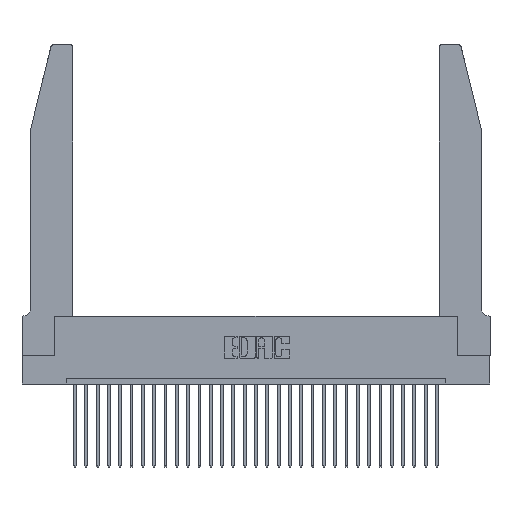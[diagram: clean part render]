
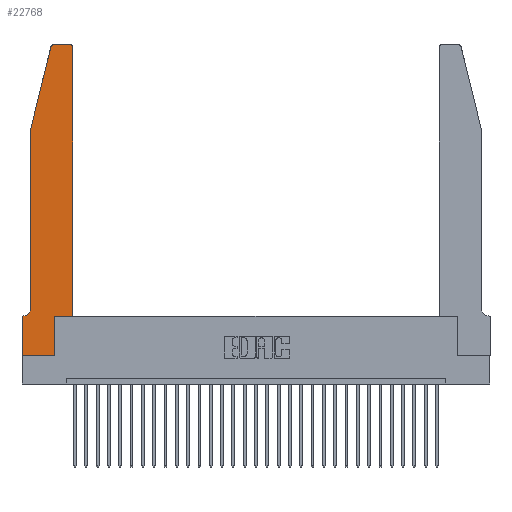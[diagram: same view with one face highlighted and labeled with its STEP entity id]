
A CAD part, top view. The second image highlights one B-rep face of the part: STEP entity #22768.
In plain terms, the highlighted planar face has unit normal (0, 0, 1).
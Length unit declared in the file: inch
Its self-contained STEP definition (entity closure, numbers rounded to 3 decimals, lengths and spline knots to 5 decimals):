
#446 = FACE_OUTER_BOUND ( 'NONE', #13471, .T. ) ;
#472 = DIRECTION ( 'NONE',  ( -1., 0., 0. ) ) ;
#848 = VERTEX_POINT ( 'NONE', #14606 ) ;
#993 = VERTEX_POINT ( 'NONE', #19529 ) ;
#1367 = VECTOR ( 'NONE', #27034, 39.37008 ) ;
#1536 = AXIS2_PLACEMENT_3D ( 'NONE', #19977, #26910, #12668 ) ;
#2624 = VECTOR ( 'NONE', #30499, 39.37008 ) ;
#2891 = VERTEX_POINT ( 'NONE', #17117 ) ;
#3301 = LINE ( 'NONE', #25159, #25767 ) ;
#3312 = CARTESIAN_POINT ( 'NONE',  ( 0.2605, 2.75, 0.37 ) ) ;
#3946 = CARTESIAN_POINT ( 'NONE',  ( 0.0755, 2., 0.37 ) ) ;
#4086 = VECTOR ( 'NONE', #30099, 39.37008 ) ;
#4405 = DIRECTION ( 'NONE',  ( 1., 0., 0. ) ) ;
#4591 = ORIENTED_EDGE ( 'NONE', *, *, #22865, .T. ) ;
#4635 = LINE ( 'NONE', #12215, #15799 ) ;
#4831 = ORIENTED_EDGE ( 'NONE', *, *, #8291, .T. ) ;
#4902 = ORIENTED_EDGE ( 'NONE', *, *, #29566, .T. ) ;
#4981 = CARTESIAN_POINT ( 'NONE',  ( 0., 0., 0.37 ) ) ;
#5824 = LINE ( 'NONE', #4981, #7683 ) ;
#6103 = EDGE_CURVE ( 'NONE', #6596, #11684, #5824, .T. ) ;
#6353 = DIRECTION ( 'NONE',  ( 0., -1., 0. ) ) ;
#6362 = ORIENTED_EDGE ( 'NONE', *, *, #9733, .T. ) ;
#6397 = CARTESIAN_POINT ( 'NONE',  ( 0., 0.35, 0.37 ) ) ;
#6596 = VERTEX_POINT ( 'NONE', #26760 ) ;
#6713 = LINE ( 'NONE', #10427, #19381 ) ;
#7450 = LINE ( 'NONE', #9273, #2624 ) ;
#7465 = DIRECTION ( 'NONE',  ( 1., 0., 0. ) ) ;
#7683 = VECTOR ( 'NONE', #7465, 39.37008 ) ;
#7813 = DIRECTION ( 'NONE',  ( 0., 1., 0. ) ) ;
#8106 = VERTEX_POINT ( 'NONE', #16662 ) ;
#8291 = EDGE_CURVE ( 'NONE', #848, #6596, #7450, .T. ) ;
#8801 = DIRECTION ( 'NONE',  ( 1., 0., 0. ) ) ;
#9273 = CARTESIAN_POINT ( 'NONE',  ( 0., 0., 0.37 ) ) ;
#9733 = EDGE_CURVE ( 'NONE', #26331, #12457, #3301, .T. ) ;
#10237 = CARTESIAN_POINT ( 'NONE',  ( 0.0055, 0.35, 0.37 ) ) ;
#10281 = CIRCLE ( 'NONE', #1536, 0.07 ) ;
#10427 = CARTESIAN_POINT ( 'NONE',  ( 0.0755, 2., 0.37 ) ) ;
#10690 = ORIENTED_EDGE ( 'NONE', *, *, #27714, .T. ) ;
#10707 = ORIENTED_EDGE ( 'NONE', *, *, #20409, .T. ) ;
#10947 = CARTESIAN_POINT ( 'NONE',  ( 0.2865, 0.35, 0.37 ) ) ;
#11038 = EDGE_CURVE ( 'NONE', #26677, #16197, #14037, .T. ) ;
#11333 = AXIS2_PLACEMENT_3D ( 'NONE', #6397, #20760, #18385 ) ;
#11684 = VERTEX_POINT ( 'NONE', #21993 ) ;
#11864 = EDGE_CURVE ( 'NONE', #12457, #993, #20679, .T. ) ;
#11995 = CIRCLE ( 'NONE', #26544, 0.03 ) ;
#12181 = EDGE_CURVE ( 'NONE', #12259, #848, #4635, .T. ) ;
#12215 = CARTESIAN_POINT ( 'NONE',  ( 0.0755, 0.35, 0.37 ) ) ;
#12259 = VERTEX_POINT ( 'NONE', #10237 ) ;
#12457 = VERTEX_POINT ( 'NONE', #17027 ) ;
#12668 = DIRECTION ( 'NONE',  ( -1., 0., 0. ) ) ;
#13418 = LINE ( 'NONE', #10947, #4086 ) ;
#13471 = EDGE_LOOP ( 'NONE', ( #19638, #4591, #4902, #26113, #10707, #13643, #4831, #14436, #13874, #6362, #27269, #10690 ) ) ;
#13643 = ORIENTED_EDGE ( 'NONE', *, *, #12181, .T. ) ;
#13874 = ORIENTED_EDGE ( 'NONE', *, *, #29737, .T. ) ;
#14037 = LINE ( 'NONE', #3312, #1367 ) ;
#14436 = ORIENTED_EDGE ( 'NONE', *, *, #6103, .T. ) ;
#14606 = CARTESIAN_POINT ( 'NONE',  ( 0., 0.35, 0.37 ) ) ;
#15533 = EDGE_CURVE ( 'NONE', #8106, #2891, #21075, .T. ) ;
#15799 = VECTOR ( 'NONE', #472, 39.37008 ) ;
#15825 = CARTESIAN_POINT ( 'NONE',  ( 0.2865, 0.35, 0.37 ) ) ;
#15977 = PLANE ( 'NONE',  #11333 ) ;
#16197 = VERTEX_POINT ( 'NONE', #26570 ) ;
#16443 = CARTESIAN_POINT ( 'NONE',  ( 0.25487, 2.72718, 0.37 ) ) ;
#16601 = DIRECTION ( 'NONE',  ( 0., 0., 1. ) ) ;
#16662 = CARTESIAN_POINT ( 'NONE',  ( 0.0755, 2., 0.37 ) ) ;
#17027 = CARTESIAN_POINT ( 'NONE',  ( 0.4505, 0.35, 0.37 ) ) ;
#17117 = CARTESIAN_POINT ( 'NONE',  ( 0.0755, 0.42, 0.37 ) ) ;
#18385 = DIRECTION ( 'NONE',  ( 1., 0., 0. ) ) ;
#18558 = DIRECTION ( 'NONE',  ( 1., 0., 0. ) ) ;
#19381 = VECTOR ( 'NONE', #29682, 39.37008 ) ;
#19479 = VERTEX_POINT ( 'NONE', #16443 ) ;
#19529 = CARTESIAN_POINT ( 'NONE',  ( 0.4505, 2.72, 0.37 ) ) ;
#19638 = ORIENTED_EDGE ( 'NONE', *, *, #11038, .T. ) ;
#19954 = VECTOR ( 'NONE', #6353, 39.37008 ) ;
#19977 = CARTESIAN_POINT ( 'NONE',  ( 0.0055, 0.42, 0.37 ) ) ;
#20206 = CIRCLE ( 'NONE', #20933, 0.03 ) ;
#20409 = EDGE_CURVE ( 'NONE', #2891, #12259, #10281, .T. ) ;
#20679 = LINE ( 'NONE', #26438, #27354 ) ;
#20760 = DIRECTION ( 'NONE',  ( 0., 0., 1. ) ) ;
#20933 = AXIS2_PLACEMENT_3D ( 'NONE', #21066, #16601, #4405 ) ;
#21066 = CARTESIAN_POINT ( 'NONE',  ( 0.284, 2.72, 0.37 ) ) ;
#21075 = LINE ( 'NONE', #3946, #19954 ) ;
#21150 = CARTESIAN_POINT ( 'NONE',  ( 0.4205, 2.75, 0.37 ) ) ;
#21993 = CARTESIAN_POINT ( 'NONE',  ( 0.2865, 0., 0.37 ) ) ;
#22768 = ADVANCED_FACE ( 'NONE', ( #446 ), #15977, .T. ) ;
#22865 = EDGE_CURVE ( 'NONE', #16197, #19479, #20206, .T. ) ;
#25159 = CARTESIAN_POINT ( 'NONE',  ( 0.4505, 0.35, 0.37 ) ) ;
#25636 = CARTESIAN_POINT ( 'NONE',  ( 0.4205, 2.72, 0.37 ) ) ;
#25767 = VECTOR ( 'NONE', #18558, 39.37008 ) ;
#26113 = ORIENTED_EDGE ( 'NONE', *, *, #15533, .T. ) ;
#26331 = VERTEX_POINT ( 'NONE', #15825 ) ;
#26438 = CARTESIAN_POINT ( 'NONE',  ( 0.4505, 0.35, 0.37 ) ) ;
#26544 = AXIS2_PLACEMENT_3D ( 'NONE', #25636, #28045, #8801 ) ;
#26570 = CARTESIAN_POINT ( 'NONE',  ( 0.284, 2.75, 0.37 ) ) ;
#26677 = VERTEX_POINT ( 'NONE', #21150 ) ;
#26760 = CARTESIAN_POINT ( 'NONE',  ( 0., 0., 0.37 ) ) ;
#26910 = DIRECTION ( 'NONE',  ( 0., 0., -1. ) ) ;
#27034 = DIRECTION ( 'NONE',  ( -1., 0., 0. ) ) ;
#27269 = ORIENTED_EDGE ( 'NONE', *, *, #11864, .T. ) ;
#27354 = VECTOR ( 'NONE', #7813, 39.37008 ) ;
#27714 = EDGE_CURVE ( 'NONE', #993, #26677, #11995, .T. ) ;
#28045 = DIRECTION ( 'NONE',  ( 0., 0., 1. ) ) ;
#29566 = EDGE_CURVE ( 'NONE', #19479, #8106, #6713, .T. ) ;
#29682 = DIRECTION ( 'NONE',  ( -0.239, -0.971, 0. ) ) ;
#29737 = EDGE_CURVE ( 'NONE', #11684, #26331, #13418, .T. ) ;
#30099 = DIRECTION ( 'NONE',  ( 0., 1., 0. ) ) ;
#30499 = DIRECTION ( 'NONE',  ( 0., -1., 0. ) ) ;
